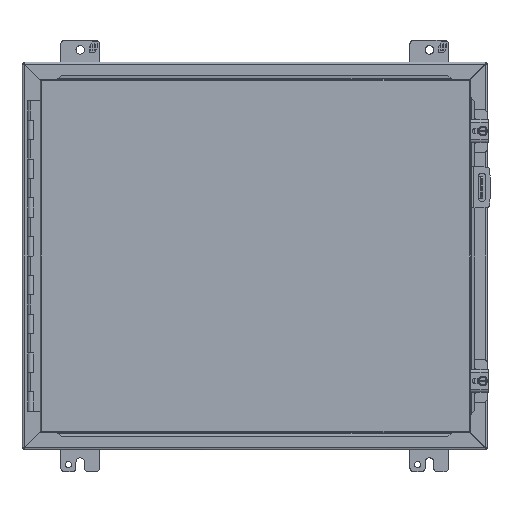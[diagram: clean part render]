
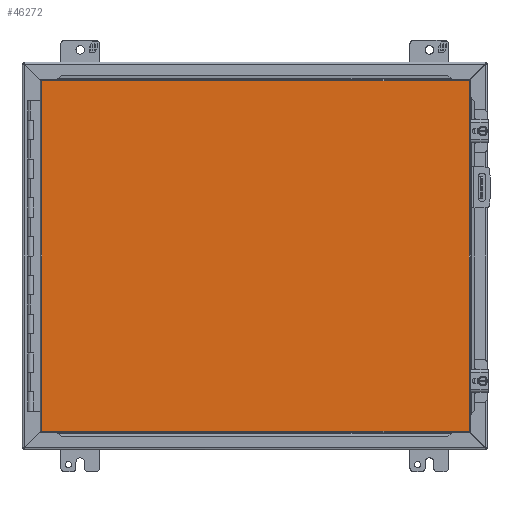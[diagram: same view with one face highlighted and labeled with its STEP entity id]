
A CAD part, front view. The second image highlights one B-rep face of the part: STEP entity #46272.
In plain terms, the highlighted planar face has unit normal (0, -1, 0).
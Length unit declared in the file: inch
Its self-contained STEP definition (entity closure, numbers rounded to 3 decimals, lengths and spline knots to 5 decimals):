
#2116 = CARTESIAN_POINT ( 'NONE',  ( -10.98426, -9.18504, -9.02376 ) ) ;
#2435 = EDGE_CURVE ( 'NONE', #40860, #15391, #4938, .T. ) ;
#3491 = LINE ( 'NONE', #11515, #19276 ) ;
#3782 = CARTESIAN_POINT ( 'NONE',  ( -10.98426, -9.18504, -9.02376 ) ) ;
#4938 = LINE ( 'NONE', #14269, #27166 ) ;
#5942 = CARTESIAN_POINT ( 'NONE',  ( -10.98426, -9.18504, -9.02376 ) ) ;
#6030 = ORIENTED_EDGE ( 'NONE', *, *, #32361, .T. ) ;
#6724 = CARTESIAN_POINT ( 'NONE',  ( 11.04626, -9.18504, -9.02376 ) ) ;
#7122 = VECTOR ( 'NONE', #41693, 39.37008 ) ;
#8905 = DIRECTION ( 'NONE',  ( 0., -1., 0. ) ) ;
#10143 = AXIS2_PLACEMENT_3D ( 'NONE', #2116, #8905, #16939 ) ;
#10610 = EDGE_CURVE ( 'NONE', #15391, #27227, #26919, .T. ) ;
#11515 = CARTESIAN_POINT ( 'NONE',  ( 11.04626, -9.18504, -9.02376 ) ) ;
#12521 = ORIENTED_EDGE ( 'NONE', *, *, #2435, .T. ) ;
#14203 = CARTESIAN_POINT ( 'NONE',  ( -10.98426, -9.18504, 9.02376 ) ) ;
#14269 = CARTESIAN_POINT ( 'NONE',  ( 11.04626, -9.18504, 9.02376 ) ) ;
#14974 = ORIENTED_EDGE ( 'NONE', *, *, #31136, .T. ) ;
#15391 = VERTEX_POINT ( 'NONE', #41120 ) ;
#16939 = DIRECTION ( 'NONE',  ( 1., 0., 0. ) ) ;
#17438 = LINE ( 'NONE', #5942, #48078 ) ;
#18100 = ORIENTED_EDGE ( 'NONE', *, *, #10610, .T. ) ;
#19276 = VECTOR ( 'NONE', #22952, 39.37008 ) ;
#22324 = DIRECTION ( 'NONE',  ( 0., 0., 1. ) ) ;
#22952 = DIRECTION ( 'NONE',  ( 1., 0., 0. ) ) ;
#23534 = EDGE_LOOP ( 'NONE', ( #18100, #6030, #14974, #12521 ) ) ;
#25352 = VERTEX_POINT ( 'NONE', #3782 ) ;
#26919 = LINE ( 'NONE', #37824, #7122 ) ;
#27166 = VECTOR ( 'NONE', #22324, 39.37008 ) ;
#27227 = VERTEX_POINT ( 'NONE', #14203 ) ;
#31136 = EDGE_CURVE ( 'NONE', #25352, #40860, #3491, .T. ) ;
#32361 = EDGE_CURVE ( 'NONE', #27227, #25352, #17438, .T. ) ;
#36359 = DIRECTION ( 'NONE',  ( 0., 0., -1. ) ) ;
#37824 = CARTESIAN_POINT ( 'NONE',  ( -10.98426, -9.18504, 9.02376 ) ) ;
#40860 = VERTEX_POINT ( 'NONE', #6724 ) ;
#41120 = CARTESIAN_POINT ( 'NONE',  ( 11.04626, -9.18504, 9.02376 ) ) ;
#41693 = DIRECTION ( 'NONE',  ( -1., 0., 0. ) ) ;
#43162 = PLANE ( 'NONE',  #10143 ) ;
#46272 = ADVANCED_FACE ( 'NONE', ( #46366 ), #43162, .T. ) ;
#46366 = FACE_OUTER_BOUND ( 'NONE', #23534, .T. ) ;
#48078 = VECTOR ( 'NONE', #36359, 39.37008 ) ;
